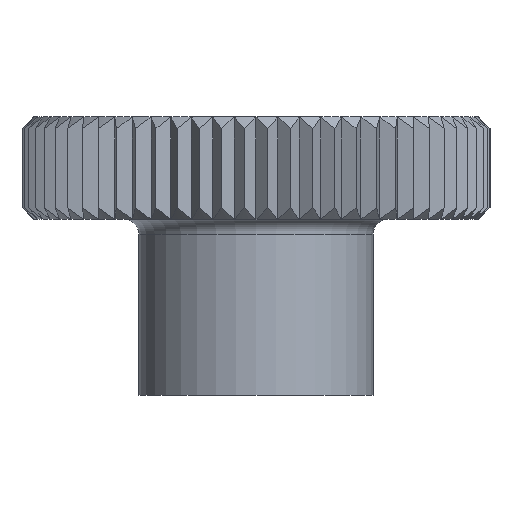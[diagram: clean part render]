
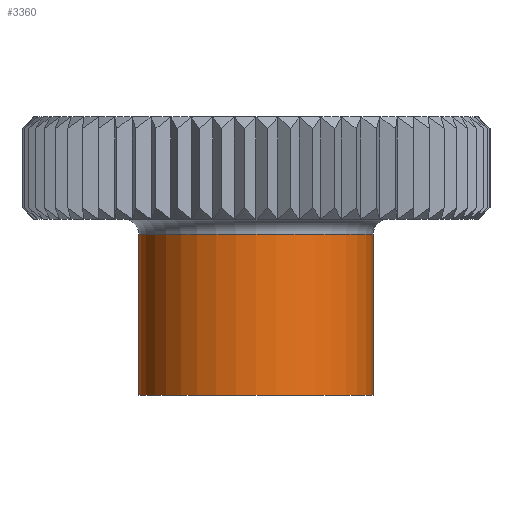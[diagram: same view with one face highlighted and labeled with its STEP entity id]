
A CAD part, front view. The second image highlights one B-rep face of the part: STEP entity #3360.
In plain terms, the highlighted cylindrical face has radius 4 mm (diameter 8 mm), a partial arc.
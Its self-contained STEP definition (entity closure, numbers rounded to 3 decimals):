
#1828=VERTEX_POINT('',#4800);
#1930=EDGE_CURVE('',#2918,#1828,#4912,.T.);
#2118=EDGE_CURVE('',#2918,#4078,#5119,.T.);
#2532=EDGE_CURVE('',#1828,#3160,#5583,.T.);
#2918=VERTEX_POINT('',#6008);
#3160=VERTEX_POINT('',#6279);
#3360=ADVANCED_FACE('',(#6501),#6502,.T.);
#4058=EDGE_CURVE('',#3160,#4078,#7287,.T.);
#4078=VERTEX_POINT('',#7308);
#4800=CARTESIAN_POINT('',(4.,0.,0.));
#4912=LINE('',#8622,#8623);
#5119=CIRCLE('',#9091,4.);
#5583=CIRCLE('',#10029,4.0);
#6008=CARTESIAN_POINT('',(4.,0.,5.5));
#6279=CARTESIAN_POINT('',(-4.,0.,0.));
#6501=FACE_OUTER_BOUND('',#11890,.T.);
#6502=CYLINDRICAL_SURFACE('',#11891,4.);
#7287=LINE('',#13399,#13400);
#7308=CARTESIAN_POINT('',(-4.,0.,5.5));
#8622=CARTESIAN_POINT('',(4.,0.,2.75));
#8623=VECTOR('',#14715,1.0);
#9091=AXIS2_PLACEMENT_3D('',#14982,#14983,#14984);
#10029=AXIS2_PLACEMENT_3D('',#15504,#15505,#15506);
#11890=EDGE_LOOP('',(#16585,#16586,#16587,#16588));
#11891=AXIS2_PLACEMENT_3D('',#16589,#16590,#16591);
#13399=CARTESIAN_POINT('',(-4.,0.,2.75));
#13400=VECTOR('',#17519,1.0);
#14715=DIRECTION('',(0.0,0.0,-1.0));
#14982=CARTESIAN_POINT('',(0.,0.,5.5));
#14983=DIRECTION('',(0.0,0.0,-1.0));
#14984=DIRECTION('',(1.0,0.,0.0));
#15504=CARTESIAN_POINT('',(0.,0.,0.));
#15505=DIRECTION('',(0.0,0.0,-1.0));
#15506=DIRECTION('',(1.0,0.,0.0));
#16585=ORIENTED_EDGE('',*,*,#1930,.F.);
#16586=ORIENTED_EDGE('',*,*,#2118,.T.);
#16587=ORIENTED_EDGE('',*,*,#4058,.F.);
#16588=ORIENTED_EDGE('',*,*,#2532,.F.);
#16589=CARTESIAN_POINT('',(0.,0.,2.75));
#16590=DIRECTION('',(-0.0,-0.0,1.0));
#16591=DIRECTION('',(1.0,0.,0.0));
#17519=DIRECTION('',(-0.0,-0.0,1.0));
